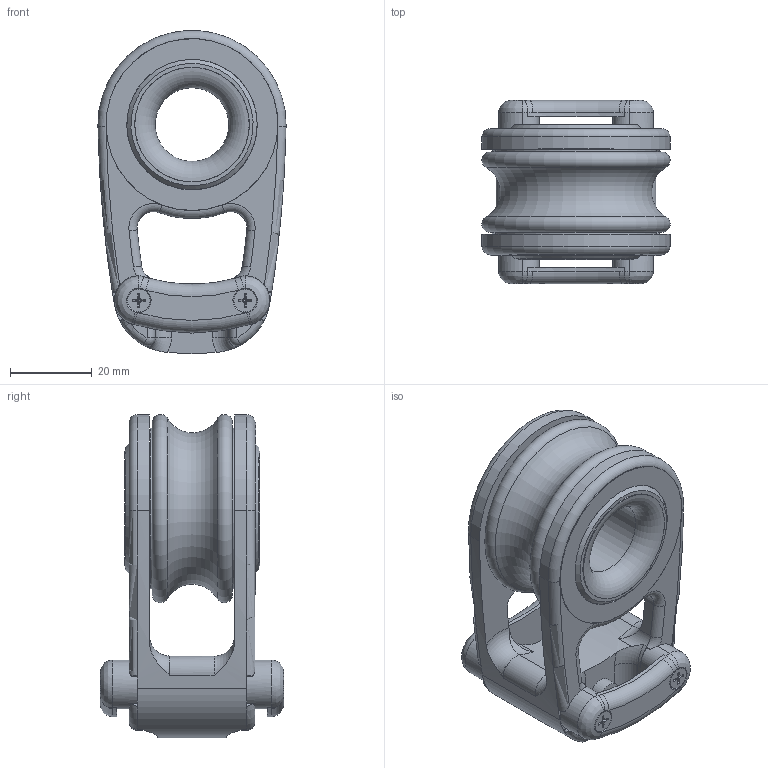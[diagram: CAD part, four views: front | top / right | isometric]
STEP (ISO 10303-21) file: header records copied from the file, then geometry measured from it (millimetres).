
FILE_DESCRIPTION(/* description */ (''),/* implementation_level */ '2;1');
FILE_NAME(/* name */ 'LL046.stp',/* time_stamp */ '2018-12-17T10:55:23+01:00',/* author */ ('francesca'),/* organization */ (''),/* preprocessor_version */ 'ST-DEVELOPER v16.5',/* originating_system */ 'Autodesk Inventor 2017',/* authorisation */ '');
FILE_SCHEMA (('CONFIG_CONTROL_DESIGN'));
Length unit declared in the file: millimetre
Products named in the file (1): 18041339
Bounding box: 46 x 44.83 x 78.96 mm (x, y, z)
Volume: 59762.4 mm3; surface area: 20749.4 mm2
Topology: 1 solids, 2 shells, 401 faces, 1076 edges, 682 vertices
Faces by surface type: cylinder 138, plane 123, torus 78, cone 50, bspline 8, sphere 4
Full cylindrical faces by diameter (mm): 2.693 x4, 3 x4, 3.2 x4, 5.5 x4, 7 x1, 18 x1, 21 x1, 21.1 x1, 28 x2, 31.9 x2, 33.8 x1, 39.2 x2, 39.9 x1, 40 x1, 42 x1
Entity records: 13024 total; most frequent: CARTESIAN_POINT 3228, DIRECTION 2150, ORIENTED_EDGE 1990, EDGE_CURVE 995, AXIS2_PLACEMENT_3D 898, VERTEX_POINT 658, EDGE_LOOP 479, CIRCLE 465
